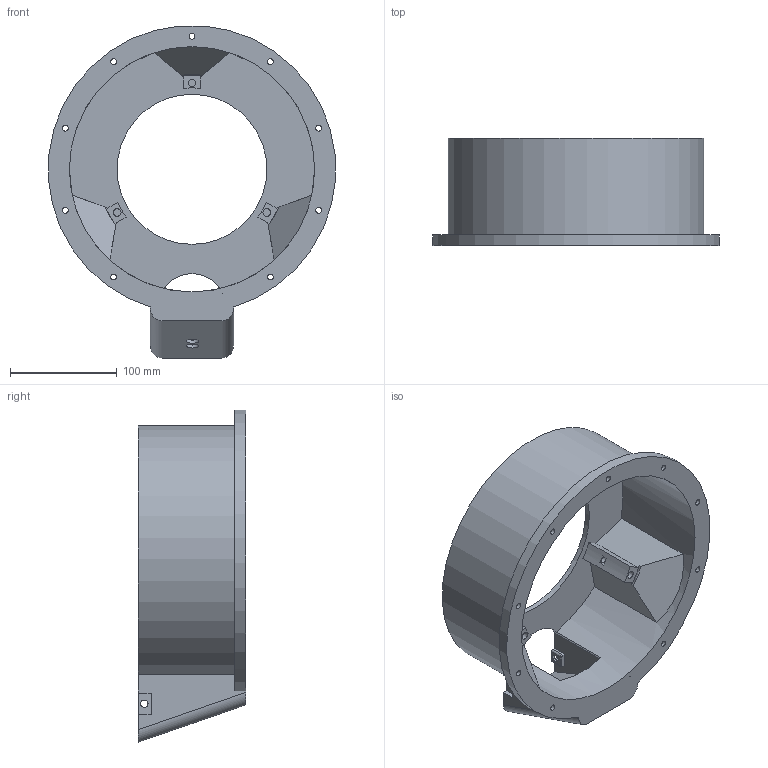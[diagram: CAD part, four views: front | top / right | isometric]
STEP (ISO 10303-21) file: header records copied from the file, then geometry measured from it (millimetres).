
FILE_DESCRIPTION(/* description */ (''),/* implementation_level */ '2;1');
FILE_NAME(/* name */ 'Cylinder Slidey Bit Housing Camera FINAL .stp',/* time_stamp */ '2025-09-17T18:26:55-04:00',/* author */ ('mateo'),/* organization */ (''),/* preprocessor_version */ 'ST-DEVELOPER v20.1',/* originating_system */ 'Autodesk Inventor 2026',/* authorisation */ '');
FILE_SCHEMA (('AUTOMOTIVE_DESIGN { 1 0 10303 214 3 1 1 }'));
Length unit declared in the file: millimetre
Products named in the file (1): Cylinder Slidey Bit Housing Camera only v0.2.11
Bounding box: 269.35 x 100.5 x 311.61 mm (x, y, z)
Volume: 1079261.3 mm3; surface area: 258626.3 mm2
Topology: 1 solids, 1 shells, 170 faces, 431 edges, 279 vertices
Faces by surface type: plane 114, cylinder 51, cone 4, bspline 1
Full cylindrical faces by diameter (mm): 5.5 x9, 7 x6, 7.125 x5, 8.7 x9, 12 x2, 140.75 x1, 230.25 x1
Entity records: 5261 total; most frequent: DIRECTION 918, CARTESIAN_POINT 886, ORIENTED_EDGE 862, EDGE_CURVE 431, AXIS2_PLACEMENT_3D 317, LINE 284, VECTOR 284, VERTEX_POINT 277
